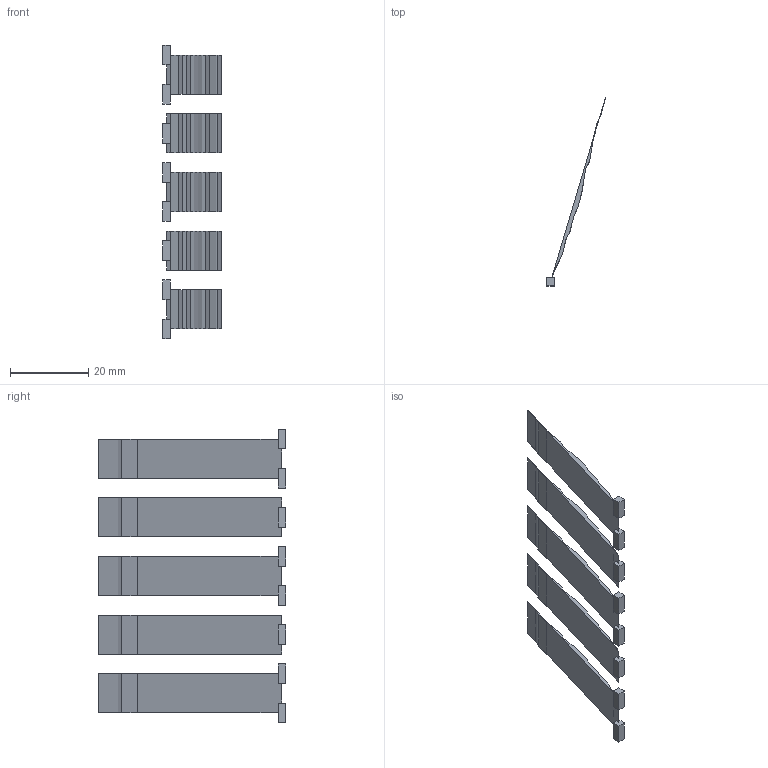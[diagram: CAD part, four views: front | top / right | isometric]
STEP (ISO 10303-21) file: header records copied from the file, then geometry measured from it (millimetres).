
FILE_DESCRIPTION(('Open CASCADE Model'),'2;1');
FILE_NAME('Open CASCADE Shape Model','2024-05-30T00:37:43',('Author'),( 'Open CASCADE'),'Open CASCADE STEP processor 7.7','Open CASCADE 7.7' ,'Unknown');
FILE_SCHEMA(('AUTOMOTIVE_DESIGN { 1 0 10303 214 1 1 1 1 }'));
Length unit declared in the file: millimetre
Products named in the file (6): Open CASCADE STEP translator 7.7 25; Open CASCADE STEP translator 7.7 25.1; Open CASCADE STEP translator 7.7 25.2; Open CASCADE STEP translator 7.7 25.3; Open CASCADE STEP translator 7.7 25.4; Open CASCADE STEP translator 7.7 25.5
Assembly tree (5 placements, depth 2):
  Open CASCADE STEP translator 7.7 25
    Open CASCADE STEP translator 7.7 25.1
    Open CASCADE STEP translator 7.7 25.2
    Open CASCADE STEP translator 7.7 25.3
    Open CASCADE STEP translator 7.7 25.4
    Open CASCADE STEP translator 7.7 25.5
Bounding box: 15 x 48 x 75 mm (x, y, z)
Volume: 1484.6 mm3; surface area: 5527.1 mm2
Topology: 5 solids, 5 shells, 150 faces, 400 edges, 260 vertices
Faces by surface type: plane 150
Entity records: 8752 total; most frequent: CARTESIAN_POINT 1540, DIRECTION 1268, LINE 996, VECTOR 996, ORIENTED_EDGE 720, PCURVE 720, DEFINITIONAL_REPRESENTATION 720, EDGE_CURVE 360
